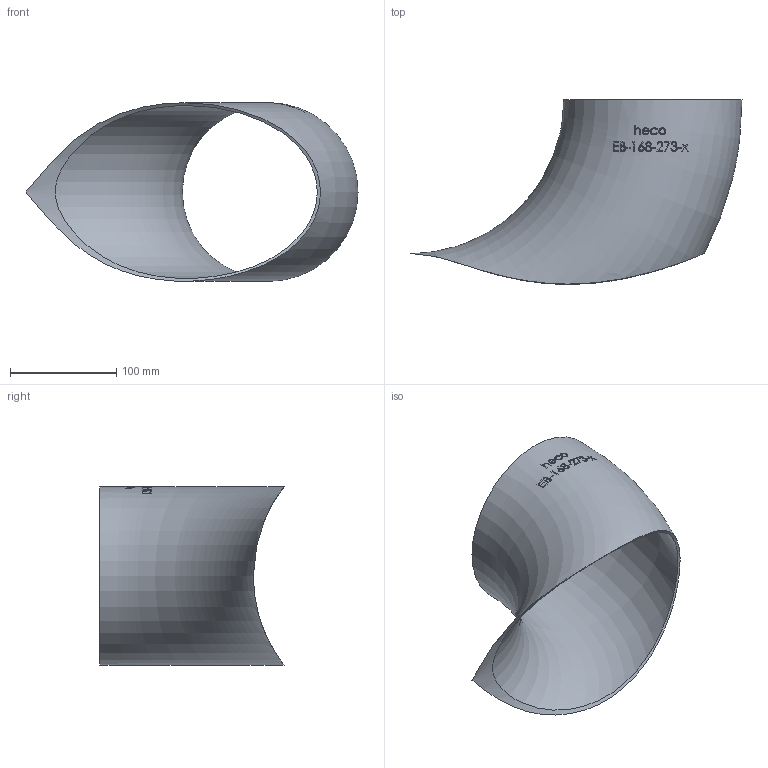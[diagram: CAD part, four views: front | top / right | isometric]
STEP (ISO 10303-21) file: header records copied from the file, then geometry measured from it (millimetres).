
FILE_DESCRIPTION (( 'STEP AP214' ), '1' );
FILE_NAME ('EB-168-273-x Einschweißbogen 1901.STEP', '2019-01-16T08:22:07', ( '' ), ( '' ), 'SwSTEP 2.0', 'SolidWorks 2016', '' );
FILE_SCHEMA (( 'AUTOMOTIVE_DESIGN' ));
Length unit declared in the file: millimetre
Products named in the file (1): EB-168-273-x Einschweißbogen 1901
Bounding box: 313.15 x 173.87 x 168.31 mm (x, y, z)
Volume: 252052.5 mm3; surface area: 199263.4 mm2
Topology: 1 solids, 1 shells, 199 faces, 530 edges, 354 vertices
Faces by surface type: bspline 90, plane 83, torus 25, cylinder 1
Entity records: 11033 total; most frequent: CARTESIAN_POINT 4969, ORIENTED_EDGE 1040, EDGE_CURVE 520, DIRECTION 396, VERTEX_POINT 348, B_SPLINE_CURVE_WITH_KNOTS 346, EDGE_LOOP 226, FACE_OUTER_BOUND 201
